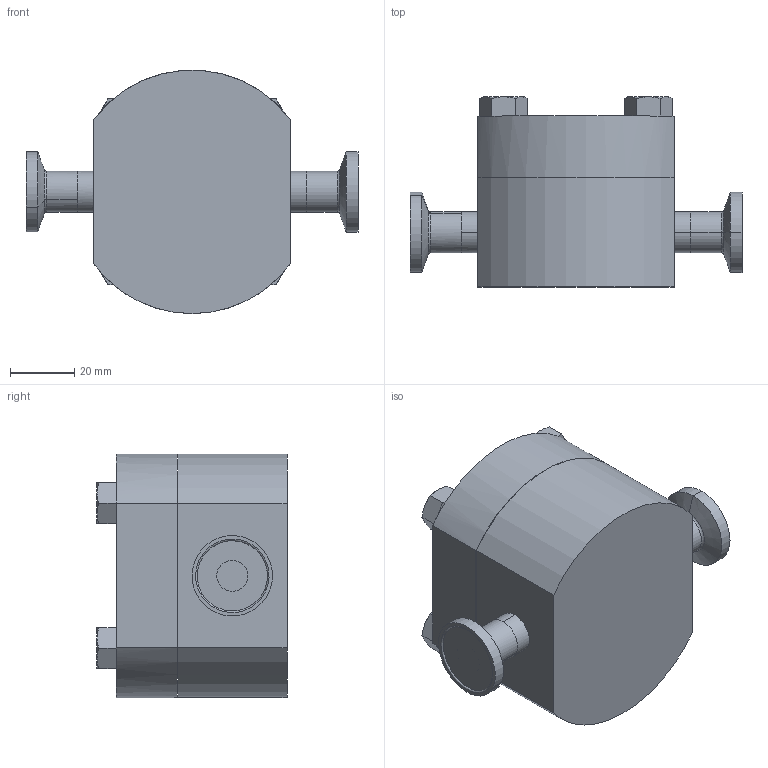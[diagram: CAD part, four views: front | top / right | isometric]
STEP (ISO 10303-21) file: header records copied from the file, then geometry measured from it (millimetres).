
FILE_DESCRIPTION (( 'STEP AP203' ), '1' );
FILE_NAME ('SHC-050-TC.STEP', '2017-06-07T19:32:05', ( '' ), ( '' ), 'SwSTEP 2.0', 'SolidWorks 2014', '' );
FILE_SCHEMA (( 'CONFIG_CONTROL_DESIGN' ));
Length unit declared in the file: inch
Products named in the file (2): SHC-050-TC
Bounding box: 103.17 x 59.05 x 75.58 mm (x, y, z)
Volume: 224348.2 mm3; surface area: 29680.5 mm2
Topology: 1 solids, 3 shells, 116 faces, 266 edges, 162 vertices
Faces by surface type: plane 48, cylinder 32, cone 28, torus 8
Entity records: 3601 total; most frequent: CARTESIAN_POINT 818, DIRECTION 568, ORIENTED_EDGE 532, EDGE_CURVE 266, AXIS2_PLACEMENT_3D 232, VERTEX_POINT 162, EDGE_LOOP 130, FACE_OUTER_BOUND 116
